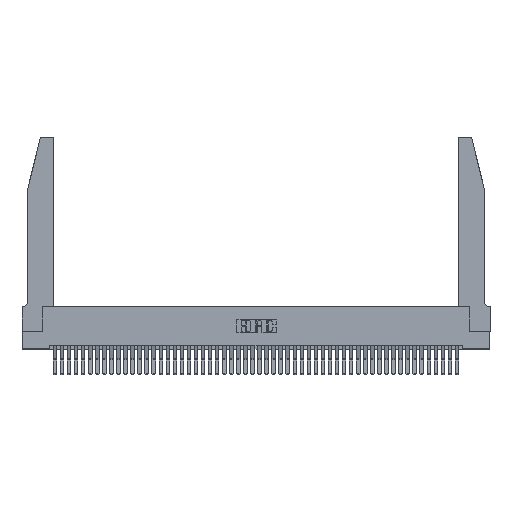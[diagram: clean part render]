
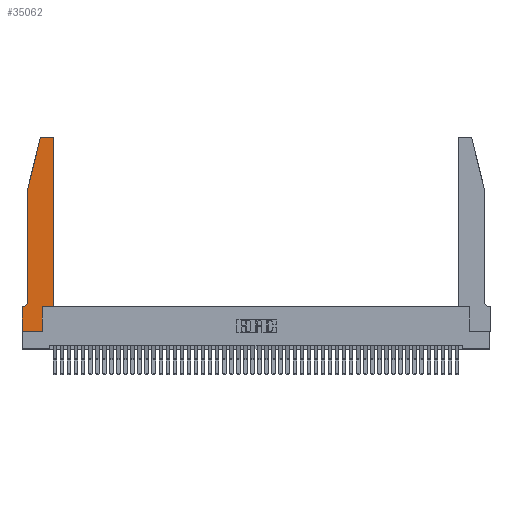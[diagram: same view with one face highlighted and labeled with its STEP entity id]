
A CAD part, top view. The second image highlights one B-rep face of the part: STEP entity #35062.
In plain terms, the highlighted planar face has unit normal (0, 0, 1).
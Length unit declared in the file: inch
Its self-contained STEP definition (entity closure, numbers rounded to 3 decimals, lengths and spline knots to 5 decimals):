
#78 = EDGE_CURVE ( 'NONE', #46186, #92, #3283, .T. ) ;
#92 = VERTEX_POINT ( 'NONE', #35448 ) ;
#404 = CARTESIAN_POINT ( 'NONE',  ( 0.0755, 0.35, 0.37 ) ) ;
#1446 = CARTESIAN_POINT ( 'NONE',  ( 0.4505, 0.35, 0.37 ) ) ;
#1643 = LINE ( 'NONE', #35943, #33728 ) ;
#3168 = ORIENTED_EDGE ( 'NONE', *, *, #43608, .T. ) ;
#3283 = LINE ( 'NONE', #404, #40039 ) ;
#5515 = DIRECTION ( 'NONE',  ( -1., 0., 0. ) ) ;
#6252 = EDGE_CURVE ( 'NONE', #9752, #27771, #30248, .T. ) ;
#6616 = LINE ( 'NONE', #1446, #47347 ) ;
#6631 = DIRECTION ( 'NONE',  ( -0.239, -0.971, 0. ) ) ;
#7308 = CARTESIAN_POINT ( 'NONE',  ( 0.2865, 0.35, 0.37 ) ) ;
#7412 = LINE ( 'NONE', #41853, #13832 ) ;
#7743 = FACE_OUTER_BOUND ( 'NONE', #15891, .T. ) ;
#7871 = CIRCLE ( 'NONE', #11712, 0.03 ) ;
#7924 = DIRECTION ( 'NONE',  ( 1., 0., 0. ) ) ;
#8116 = DIRECTION ( 'NONE',  ( -1., 0., 0. ) ) ;
#8172 = CIRCLE ( 'NONE', #23752, 0.07 ) ;
#8377 = VECTOR ( 'NONE', #30027, 39.37008 ) ;
#8485 = ORIENTED_EDGE ( 'NONE', *, *, #29068, .T. ) ;
#9018 = CARTESIAN_POINT ( 'NONE',  ( 0.0755, 0.42, 0.37 ) ) ;
#9307 = DIRECTION ( 'NONE',  ( 0., 0., 1. ) ) ;
#9752 = VERTEX_POINT ( 'NONE', #38649 ) ;
#11227 = DIRECTION ( 'NONE',  ( 0., 1., 0. ) ) ;
#11712 = AXIS2_PLACEMENT_3D ( 'NONE', #15784, #45493, #7924 ) ;
#12542 = ORIENTED_EDGE ( 'NONE', *, *, #28602, .T. ) ;
#12749 = CARTESIAN_POINT ( 'NONE',  ( 0.0055, 0.35, 0.37 ) ) ;
#13832 = VECTOR ( 'NONE', #13983, 39.37008 ) ;
#13983 = DIRECTION ( 'NONE',  ( 0., -1., 0. ) ) ;
#14294 = CARTESIAN_POINT ( 'NONE',  ( 0.4505, 0.35, 0.37 ) ) ;
#15599 = EDGE_CURVE ( 'NONE', #30939, #21932, #1643, .T. ) ;
#15784 = CARTESIAN_POINT ( 'NONE',  ( 0.284, 2.72, 0.37 ) ) ;
#15891 = EDGE_LOOP ( 'NONE', ( #8485, #47367, #39636, #24163, #16563, #46299, #12542, #46608, #31477, #40195, #3168, #17890 ) ) ;
#16184 = EDGE_CURVE ( 'NONE', #46182, #46186, #8172, .T. ) ;
#16563 = ORIENTED_EDGE ( 'NONE', *, *, #16184, .T. ) ;
#16806 = DIRECTION ( 'NONE',  ( 0., 1., 0. ) ) ;
#17655 = VECTOR ( 'NONE', #6631, 39.37008 ) ;
#17890 = ORIENTED_EDGE ( 'NONE', *, *, #35867, .T. ) ;
#18424 = CARTESIAN_POINT ( 'NONE',  ( 0.0755, 2., 0.37 ) ) ;
#18690 = EDGE_CURVE ( 'NONE', #48006, #46182, #7412, .T. ) ;
#19459 = VERTEX_POINT ( 'NONE', #34549 ) ;
#20376 = VERTEX_POINT ( 'NONE', #45274 ) ;
#20459 = DIRECTION ( 'NONE',  ( 0., -1., 0. ) ) ;
#20919 = VECTOR ( 'NONE', #44025, 39.37008 ) ;
#20936 = CARTESIAN_POINT ( 'NONE',  ( 0.0755, 2., 0.37 ) ) ;
#21261 = EDGE_CURVE ( 'NONE', #21932, #9752, #29893, .T. ) ;
#21558 = CARTESIAN_POINT ( 'NONE',  ( 0.4205, 2.72, 0.37 ) ) ;
#21932 = VERTEX_POINT ( 'NONE', #25630 ) ;
#23752 = AXIS2_PLACEMENT_3D ( 'NONE', #23815, #27710, #5515 ) ;
#23815 = CARTESIAN_POINT ( 'NONE',  ( 0.0055, 0.42, 0.37 ) ) ;
#23867 = CARTESIAN_POINT ( 'NONE',  ( 0., 0., 0.37 ) ) ;
#24163 = ORIENTED_EDGE ( 'NONE', *, *, #18690, .T. ) ;
#24630 = VECTOR ( 'NONE', #11227, 39.37008 ) ;
#24738 = DIRECTION ( 'NONE',  ( 1., 0., 0. ) ) ;
#25230 = CIRCLE ( 'NONE', #26610, 0.03 ) ;
#25630 = CARTESIAN_POINT ( 'NONE',  ( 0.2865, 0., 0.37 ) ) ;
#25812 = CARTESIAN_POINT ( 'NONE',  ( 0., 0., 0.37 ) ) ;
#25828 = LINE ( 'NONE', #41023, #8377 ) ;
#26610 = AXIS2_PLACEMENT_3D ( 'NONE', #21558, #28864, #43771 ) ;
#27576 = LINE ( 'NONE', #18424, #17655 ) ;
#27710 = DIRECTION ( 'NONE',  ( 0., 0., -1. ) ) ;
#27771 = VERTEX_POINT ( 'NONE', #37902 ) ;
#28177 = PLANE ( 'NONE',  #47380 ) ;
#28602 = EDGE_CURVE ( 'NONE', #92, #30939, #44339, .T. ) ;
#28864 = DIRECTION ( 'NONE',  ( 0., 0., 1. ) ) ;
#29068 = EDGE_CURVE ( 'NONE', #40379, #31707, #25828, .T. ) ;
#29893 = LINE ( 'NONE', #7308, #24630 ) ;
#30027 = DIRECTION ( 'NONE',  ( -1., 0., 0. ) ) ;
#30248 = LINE ( 'NONE', #14294, #20919 ) ;
#30939 = VERTEX_POINT ( 'NONE', #25812 ) ;
#31477 = ORIENTED_EDGE ( 'NONE', *, *, #21261, .T. ) ;
#31707 = VERTEX_POINT ( 'NONE', #37942 ) ;
#33728 = VECTOR ( 'NONE', #39662, 39.37008 ) ;
#34549 = CARTESIAN_POINT ( 'NONE',  ( 0.4505, 2.72, 0.37 ) ) ;
#35062 = ADVANCED_FACE ( 'NONE', ( #7743 ), #28177, .T. ) ;
#35448 = CARTESIAN_POINT ( 'NONE',  ( 0., 0.35, 0.37 ) ) ;
#35867 = EDGE_CURVE ( 'NONE', #19459, #40379, #25230, .T. ) ;
#35943 = CARTESIAN_POINT ( 'NONE',  ( 0., 0., 0.37 ) ) ;
#37582 = CARTESIAN_POINT ( 'NONE',  ( 0.4205, 2.75, 0.37 ) ) ;
#37902 = CARTESIAN_POINT ( 'NONE',  ( 0.4505, 0.35, 0.37 ) ) ;
#37942 = CARTESIAN_POINT ( 'NONE',  ( 0.284, 2.75, 0.37 ) ) ;
#38649 = CARTESIAN_POINT ( 'NONE',  ( 0.2865, 0.35, 0.37 ) ) ;
#39376 = CARTESIAN_POINT ( 'NONE',  ( 0., 0.35, 0.37 ) ) ;
#39636 = ORIENTED_EDGE ( 'NONE', *, *, #44575, .T. ) ;
#39662 = DIRECTION ( 'NONE',  ( 1., 0., 0. ) ) ;
#40039 = VECTOR ( 'NONE', #8116, 39.37008 ) ;
#40195 = ORIENTED_EDGE ( 'NONE', *, *, #6252, .T. ) ;
#40379 = VERTEX_POINT ( 'NONE', #37582 ) ;
#40880 = EDGE_CURVE ( 'NONE', #31707, #20376, #7871, .T. ) ;
#41023 = CARTESIAN_POINT ( 'NONE',  ( 0.2605, 2.75, 0.37 ) ) ;
#41853 = CARTESIAN_POINT ( 'NONE',  ( 0.0755, 2., 0.37 ) ) ;
#42062 = VECTOR ( 'NONE', #20459, 39.37008 ) ;
#43608 = EDGE_CURVE ( 'NONE', #27771, #19459, #6616, .T. ) ;
#43771 = DIRECTION ( 'NONE',  ( 1., 0., 0. ) ) ;
#44025 = DIRECTION ( 'NONE',  ( 1., 0., 0. ) ) ;
#44339 = LINE ( 'NONE', #23867, #42062 ) ;
#44575 = EDGE_CURVE ( 'NONE', #20376, #48006, #27576, .T. ) ;
#45274 = CARTESIAN_POINT ( 'NONE',  ( 0.25487, 2.72718, 0.37 ) ) ;
#45493 = DIRECTION ( 'NONE',  ( 0., 0., 1. ) ) ;
#46182 = VERTEX_POINT ( 'NONE', #9018 ) ;
#46186 = VERTEX_POINT ( 'NONE', #12749 ) ;
#46299 = ORIENTED_EDGE ( 'NONE', *, *, #78, .T. ) ;
#46608 = ORIENTED_EDGE ( 'NONE', *, *, #15599, .T. ) ;
#47347 = VECTOR ( 'NONE', #16806, 39.37008 ) ;
#47367 = ORIENTED_EDGE ( 'NONE', *, *, #40880, .T. ) ;
#47380 = AXIS2_PLACEMENT_3D ( 'NONE', #39376, #9307, #24738 ) ;
#48006 = VERTEX_POINT ( 'NONE', #20936 ) ;
